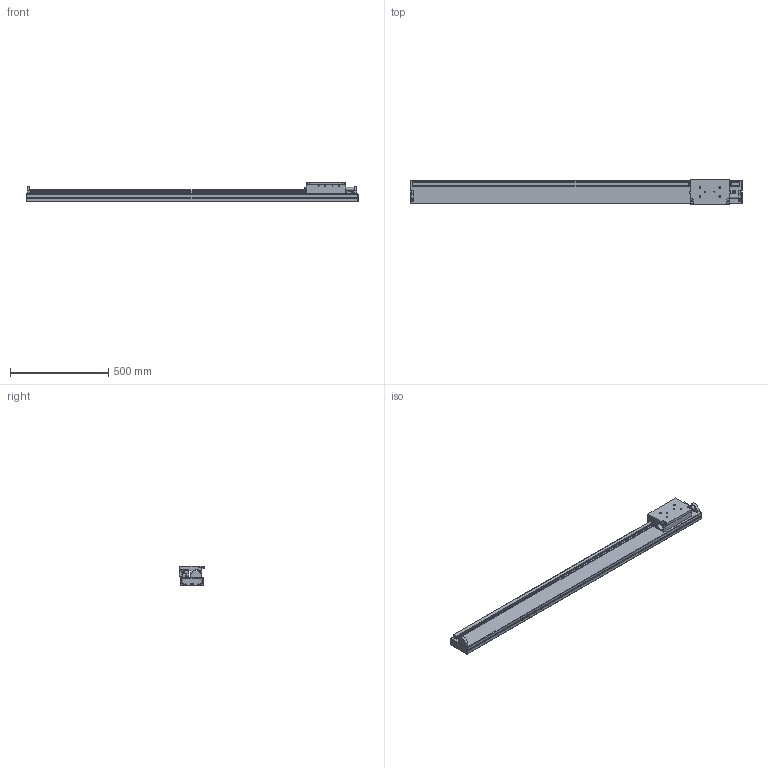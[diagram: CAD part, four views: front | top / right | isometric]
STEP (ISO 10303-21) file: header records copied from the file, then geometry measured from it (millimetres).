
FILE_DESCRIPTION( ( 'STEP AP214' ), '1' );
FILE_NAME( '8353981.step', '2010-06-08T15:19:42', ( ' ' ), ( ' ' ), 'XStep 1.0', ' ', ' ' );
FILE_SCHEMA( ( 'automotive_design' ) );
Length unit declared in the file: millimetre
Products named in the file (6): 1; 2; 3; 4; 5; 6
Bounding box: 1686 x 128.1 x 99 mm (x, y, z)
Volume: 8327865.9 mm3; surface area: 1154729.4 mm2
Topology: 6 solids, 6 shells, 410 faces, 1098 edges, 707 vertices
Faces by surface type: plane 234, cylinder 124, cone 38, sphere 10, bspline 2, torus 2
Full cylindrical faces by diameter (mm): 3.242 x8, 4.918 x4, 5.02 x2, 6.647 x14, 8 x2, 8.083 x2, 12 x2, 17 x1
Entity records: 15593 total; most frequent: CARTESIAN_POINT 2252, DIRECTION 2080, ORIENTED_EDGE 1960, EDGE_CURVE 980, LINE 700, VECTOR 700, AXIS2_PLACEMENT_3D 690, VERTEX_POINT 682
